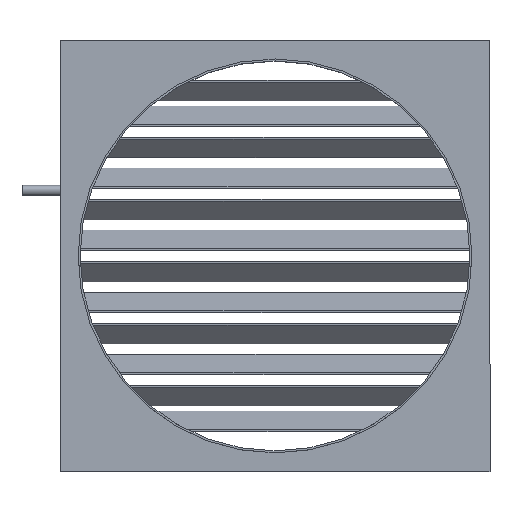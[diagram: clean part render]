
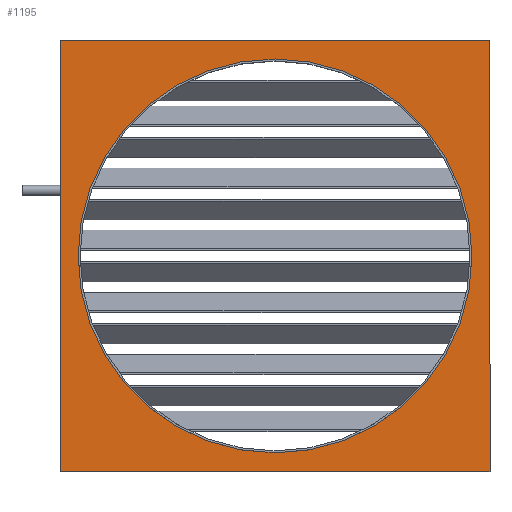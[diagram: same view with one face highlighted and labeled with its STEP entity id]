
A CAD part, top view. The second image highlights one B-rep face of the part: STEP entity #1195.
In plain terms, the highlighted planar face has unit normal (0, 0, 1).
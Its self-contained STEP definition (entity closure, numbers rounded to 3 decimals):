
#3 = PLANE ( 'NONE',  #1640 ) ;
#62 = EDGE_CURVE ( 'NONE', #1571, #2234, #527, .T. ) ;
#89 = CARTESIAN_POINT ( 'NONE',  ( 0., 0., 34.5 ) ) ;
#101 = ORIENTED_EDGE ( 'NONE', *, *, #397, .T. ) ;
#103 = CARTESIAN_POINT ( 'NONE',  ( -327.5, 329., 34.5 ) ) ;
#139 = DIRECTION ( 'NONE',  ( -1., 0., 0. ) ) ;
#141 = CARTESIAN_POINT ( 'NONE',  ( -327.5, 329., 34.5 ) ) ;
#144 = VECTOR ( 'NONE', #1826, 1000. ) ;
#266 = DIRECTION ( 'NONE',  ( 1., 0., 0. ) ) ;
#280 = AXIS2_PLACEMENT_3D ( 'NONE', #716, #1656, #1644 ) ;
#283 = CARTESIAN_POINT ( 'NONE',  ( 327.5, -329., 34.5 ) ) ;
#311 = FACE_OUTER_BOUND ( 'NONE', #2129, .T. ) ;
#366 = EDGE_LOOP ( 'NONE', ( #401, #1991 ) ) ;
#397 = EDGE_CURVE ( 'NONE', #1149, #498, #1817, .T. ) ;
#401 = ORIENTED_EDGE ( 'NONE', *, *, #405, .F. ) ;
#405 = EDGE_CURVE ( 'NONE', #2200, #1258, #898, .T. ) ;
#436 = CARTESIAN_POINT ( 'NONE',  ( 327.5, 329., 34.5 ) ) ;
#498 = VERTEX_POINT ( 'NONE', #1425 ) ;
#527 = LINE ( 'NONE', #436, #1844 ) ;
#716 = CARTESIAN_POINT ( 'NONE',  ( 0., 0., 34.5 ) ) ;
#761 = FACE_BOUND ( 'NONE', #366, .T. ) ;
#898 = CIRCLE ( 'NONE', #280, 300. ) ;
#934 = CARTESIAN_POINT ( 'NONE',  ( -327.5, 329., 34.5 ) ) ;
#1021 = CARTESIAN_POINT ( 'NONE',  ( 300., 0., 34.5 ) ) ;
#1031 = DIRECTION ( 'NONE',  ( 0., 1., 0. ) ) ;
#1065 = LINE ( 'NONE', #1518, #144 ) ;
#1127 = EDGE_CURVE ( 'NONE', #2234, #1149, #1891, .T. ) ;
#1149 = VERTEX_POINT ( 'NONE', #103 ) ;
#1195 = ADVANCED_FACE ( 'NONE', ( #311, #761 ), #3, .T. ) ;
#1258 = VERTEX_POINT ( 'NONE', #2003 ) ;
#1287 = EDGE_CURVE ( 'NONE', #498, #1571, #1065, .T. ) ;
#1299 = CIRCLE ( 'NONE', #1769, 300. ) ;
#1319 = DIRECTION ( 'NONE',  ( 0., 0., 1. ) ) ;
#1425 = CARTESIAN_POINT ( 'NONE',  ( -327.5, -329., 34.5 ) ) ;
#1504 = VECTOR ( 'NONE', #139, 1000. ) ;
#1518 = CARTESIAN_POINT ( 'NONE',  ( -327.5, -329., 34.5 ) ) ;
#1571 = VERTEX_POINT ( 'NONE', #283 ) ;
#1640 = AXIS2_PLACEMENT_3D ( 'NONE', #2161, #2034, #2026 ) ;
#1644 = DIRECTION ( 'NONE',  ( 1., 0., 0. ) ) ;
#1656 = DIRECTION ( 'NONE',  ( 0., 0., 1. ) ) ;
#1666 = DIRECTION ( 'NONE',  ( 0., -1., 0. ) ) ;
#1759 = VECTOR ( 'NONE', #1666, 1000. ) ;
#1769 = AXIS2_PLACEMENT_3D ( 'NONE', #89, #1319, #266 ) ;
#1795 = ORIENTED_EDGE ( 'NONE', *, *, #1287, .T. ) ;
#1817 = LINE ( 'NONE', #934, #1759 ) ;
#1826 = DIRECTION ( 'NONE',  ( 1., 0., 0. ) ) ;
#1844 = VECTOR ( 'NONE', #1031, 1000. ) ;
#1863 = ORIENTED_EDGE ( 'NONE', *, *, #1127, .T. ) ;
#1891 = LINE ( 'NONE', #141, #1504 ) ;
#1991 = ORIENTED_EDGE ( 'NONE', *, *, #2029, .F. ) ;
#2003 = CARTESIAN_POINT ( 'NONE',  ( -300., 0., 34.5 ) ) ;
#2022 = ORIENTED_EDGE ( 'NONE', *, *, #62, .T. ) ;
#2026 = DIRECTION ( 'NONE',  ( 1., 0., 0. ) ) ;
#2029 = EDGE_CURVE ( 'NONE', #1258, #2200, #1299, .T. ) ;
#2034 = DIRECTION ( 'NONE',  ( 0., 0., 1. ) ) ;
#2129 = EDGE_LOOP ( 'NONE', ( #101, #1795, #2022, #1863 ) ) ;
#2161 = CARTESIAN_POINT ( 'NONE',  ( 0., 0., 34.5 ) ) ;
#2200 = VERTEX_POINT ( 'NONE', #1021 ) ;
#2218 = CARTESIAN_POINT ( 'NONE',  ( 327.5, 329., 34.5 ) ) ;
#2234 = VERTEX_POINT ( 'NONE', #2218 ) ;
